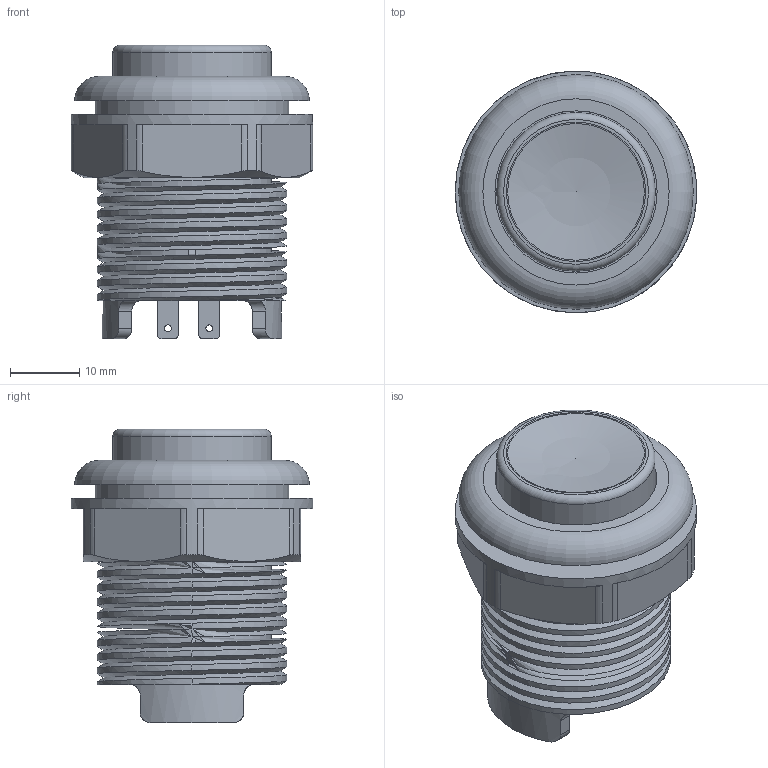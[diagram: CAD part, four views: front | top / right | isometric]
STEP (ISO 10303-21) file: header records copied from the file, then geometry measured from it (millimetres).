
FILE_DESCRIPTION(/* description */ (''),/* implementation_level */ '2;1');
FILE_NAME(/* name */ 'Arcade button switch (yellow).step',/* time_stamp */ '2020-04-14T16:59:22+01:00',/* author */ (''),/* organization */ (''),/* preprocessor_version */ 'ST-DEVELOPER v18.1',/* originating_system */ 'Autodesk Translation Framework v9.2.0.1227',/* authorisation */ '');
FILE_SCHEMA (('AUTOMOTIVE_DESIGN { 1 0 10303 214 3 1 1 }'));
Length unit declared in the file: millimetre
Products named in the file (3): Arcade button switch (yellow); Switch; Nut
Assembly tree (2 placements, depth 2):
  Arcade button switch (yellow)
    Switch
    Nut
Bounding box: 35 x 35 x 42.5 mm (x, y, z)
Volume: 14688.9 mm3; surface area: 13956.9 mm2
Topology: 6 solids, 6 shells, 161 faces, 419 edges, 277 vertices
Faces by surface type: plane 86, cylinder 66, bspline 4, torus 3, sphere 2
Full cylindrical faces by diameter (mm): 1 x2, 23 x3, 23.5 x1, 27 x4, 27.5 x15, 28 x6, 35 x1
Entity records: 8676 total; most frequent: CARTESIAN_POINT 4702, ORIENTED_EDGE 836, DIRECTION 747, EDGE_CURVE 418, VERTEX_POINT 277, AXIS2_PLACEMENT_3D 259, LINE 229, VECTOR 229
